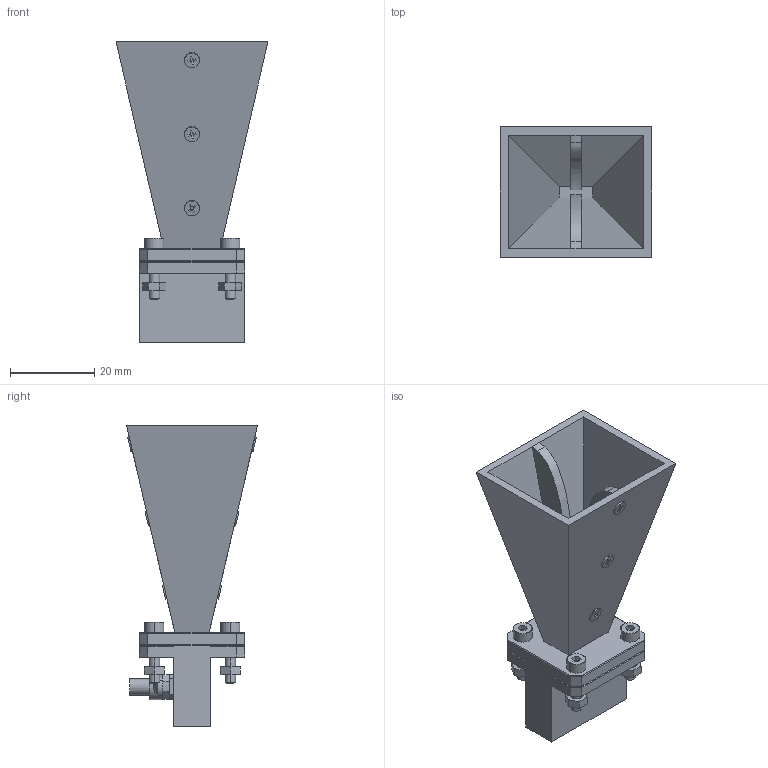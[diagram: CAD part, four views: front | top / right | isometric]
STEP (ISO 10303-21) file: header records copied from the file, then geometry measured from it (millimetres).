
FILE_DESCRIPTION (( 'STEP AP214' ), '1' );
FILE_NAME ('FMWAN1155_3D.step', '2023-07-25T16:58:54', ( '' ), ( '' ), 'SwSTEP 2.0', 'SolidWorks 2022', '' );
FILE_SCHEMA (( 'AUTOMOTIVE_DESIGN' ));
Length unit declared in the file: inch
Products named in the file (12): 1155 3D drawing21^1155 3D drawing_FMWAN1155; 1155 3D drawing10^1155 3D drawing_FMWAN1155; 1155 3D drawing36^1155 3D drawing_FMWAN1155; Copy of GB__T6170-20001__________A____B__M2__5^FMWAN1155; FMWAN1155_3D; Copy of GB__T70__1-2000________________M2__5__12^FMWAN1155; hardware^1155 3D drawing_FMWAN1155; 1155 3D drawing^FMWAN1155; 1155 3D drawing14^1155 3D drawing_FMWAN1155; 1155 3D drawing12^1155 3D drawing_FMWAN1155; 1155 3D drawing31^1155 3D drawing_FMWAN1155; 1155 3D drawing38^1155 3D drawing_FMWAN1155
Assembly tree (22 placements, depth 3):
  FMWAN1155_3D
    1155 3D drawing^FMWAN1155
      1155 3D drawing10^1155 3D drawing_FMWAN1155
      1155 3D drawing12^1155 3D drawing_FMWAN1155
      1155 3D drawing14^1155 3D drawing_FMWAN1155
      1155 3D drawing21^1155 3D drawing_FMWAN1155
      1155 3D drawing31^1155 3D drawing_FMWAN1155
      1155 3D drawing36^1155 3D drawing_FMWAN1155
      1155 3D drawing38^1155 3D drawing_FMWAN1155
      hardware^1155 3D drawing_FMWAN1155  x6
    Copy of GB__T70__1-2000________________M2__5__12^FMWAN1155  x4
    Copy of GB__T6170-20001__________A____B__M2__5^FMWAN1155  x4
Bounding box: 36 x 31 x 71.15 mm (x, y, z)
Volume: 17030.1 mm3; surface area: 14638.7 mm2
Topology: 21 solids, 23 shells, 794 faces, 1895 edges, 1180 vertices
Faces by surface type: plane 408, cylinder 194, cone 166, torus 20, sphere 4, bspline 2
Entity records: 15809 total; most frequent: CARTESIAN_POINT 2764, DIRECTION 2729, ORIENTED_EDGE 2486, EDGE_CURVE 1243, AXIS2_PLACEMENT_3D 959, LINE 811, VECTOR 811, VERTEX_POINT 770
